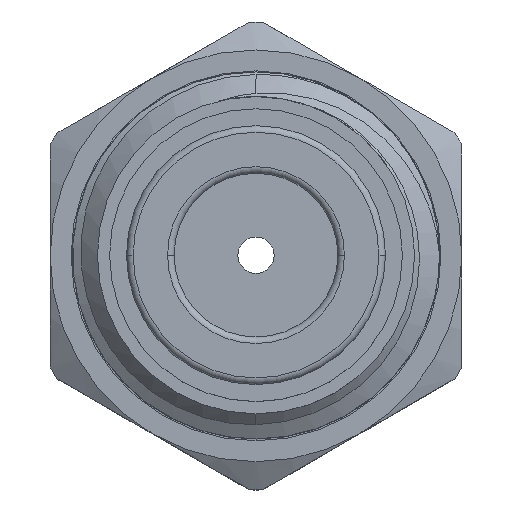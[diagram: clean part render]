
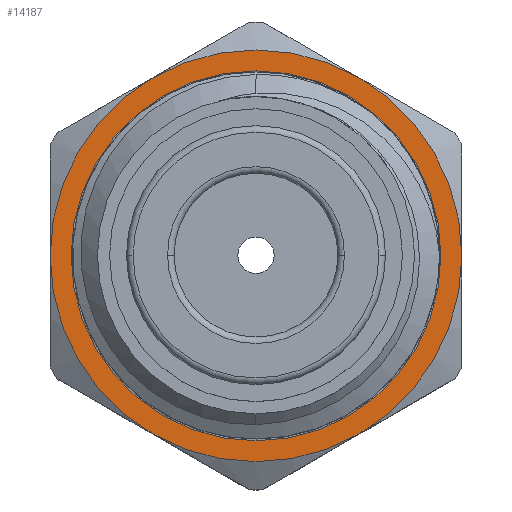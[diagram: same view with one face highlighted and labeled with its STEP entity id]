
A CAD part, top view. The second image highlights one B-rep face of the part: STEP entity #14187.
In plain terms, the highlighted planar face has unit normal (0, 0, 1).
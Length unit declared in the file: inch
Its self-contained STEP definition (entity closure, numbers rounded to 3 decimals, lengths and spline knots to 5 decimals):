
#210 = FACE_BOUND ( 'NONE', #9502, .T. ) ;
#553 = DIRECTION ( 'NONE',  ( -1., 0., 0. ) ) ;
#801 = DIRECTION ( 'NONE',  ( 0., -1., 0. ) ) ;
#990 = DIRECTION ( 'NONE',  ( 0., 0., -1. ) ) ;
#1283 = CIRCLE ( 'NONE', #3949, 0.3125 ) ;
#1435 = CARTESIAN_POINT ( 'NONE',  ( 0., 0., 0.93 ) ) ;
#1731 = CIRCLE ( 'NONE', #13043, 0.3125 ) ;
#2469 = VERTEX_POINT ( 'NONE', #4907 ) ;
#2587 = CARTESIAN_POINT ( 'NONE',  ( -0.3125, 0., 0.93 ) ) ;
#2863 = DIRECTION ( 'NONE',  ( 0., 0., -1. ) ) ;
#2876 = FACE_OUTER_BOUND ( 'NONE', #6800, .T. ) ;
#3056 = AXIS2_PLACEMENT_3D ( 'NONE', #7740, #990, #7630 ) ;
#3080 = EDGE_CURVE ( 'NONE', #7179, #13765, #1283, .T. ) ;
#3109 = DIRECTION ( 'NONE',  ( 0., 0., -1. ) ) ;
#3187 = CARTESIAN_POINT ( 'NONE',  ( 0., 0.28075, 0.93 ) ) ;
#3452 = AXIS2_PLACEMENT_3D ( 'NONE', #4088, #2863, #6189 ) ;
#3614 = EDGE_CURVE ( 'NONE', #13765, #5902, #10580, .T. ) ;
#3846 = VERTEX_POINT ( 'NONE', #12205 ) ;
#3949 = AXIS2_PLACEMENT_3D ( 'NONE', #4718, #9147, #7018 ) ;
#4088 = CARTESIAN_POINT ( 'NONE',  ( 0., 0., 0.93 ) ) ;
#4476 = CIRCLE ( 'NONE', #3056, 0.3125 ) ;
#4718 = CARTESIAN_POINT ( 'NONE',  ( 0., 0., 0.93 ) ) ;
#4907 = CARTESIAN_POINT ( 'NONE',  ( 0., -0.28075, 0.93 ) ) ;
#4992 = EDGE_CURVE ( 'NONE', #11863, #7873, #7423, .T. ) ;
#5344 = DIRECTION ( 'NONE',  ( 0., 0., 1. ) ) ;
#5522 = CARTESIAN_POINT ( 'NONE',  ( 0., 0., 0.93 ) ) ;
#5727 = EDGE_CURVE ( 'NONE', #5902, #11863, #4476, .T. ) ;
#5737 = CARTESIAN_POINT ( 'NONE',  ( 0.15625, 0.27063, 0.93 ) ) ;
#5791 = AXIS2_PLACEMENT_3D ( 'NONE', #14122, #3109, #13093 ) ;
#5902 = VERTEX_POINT ( 'NONE', #8157 ) ;
#6138 = CARTESIAN_POINT ( 'NONE',  ( -0.15625, 0.27063, 0.93 ) ) ;
#6189 = DIRECTION ( 'NONE',  ( 0., 1., 0. ) ) ;
#6400 = PLANE ( 'NONE',  #10709 ) ;
#6470 = EDGE_CURVE ( 'NONE', #14057, #7179, #12606, .T. ) ;
#6800 = EDGE_LOOP ( 'NONE', ( #10272, #7425, #7138, #10075, #7493, #13074 ) ) ;
#7018 = DIRECTION ( 'NONE',  ( 0., -1., 0. ) ) ;
#7117 = CIRCLE ( 'NONE', #12719, 0.28075 ) ;
#7138 = ORIENTED_EDGE ( 'NONE', *, *, #3614, .F. ) ;
#7179 = VERTEX_POINT ( 'NONE', #5737 ) ;
#7236 = DIRECTION ( 'NONE',  ( 0., 0., -1. ) ) ;
#7423 = CIRCLE ( 'NONE', #12586, 0.3125 ) ;
#7425 = ORIENTED_EDGE ( 'NONE', *, *, #5727, .F. ) ;
#7493 = ORIENTED_EDGE ( 'NONE', *, *, #6470, .F. ) ;
#7523 = CARTESIAN_POINT ( 'NONE',  ( 0., 0., 0.93 ) ) ;
#7630 = DIRECTION ( 'NONE',  ( 0., -1., 0. ) ) ;
#7740 = CARTESIAN_POINT ( 'NONE',  ( 0., 0., 0.93 ) ) ;
#7873 = VERTEX_POINT ( 'NONE', #2587 ) ;
#7946 = EDGE_CURVE ( 'NONE', #7873, #14057, #1731, .T. ) ;
#8157 = CARTESIAN_POINT ( 'NONE',  ( 0.15625, -0.27063, 0.93 ) ) ;
#8288 = EDGE_CURVE ( 'NONE', #3846, #2469, #7117, .T. ) ;
#8474 = ORIENTED_EDGE ( 'NONE', *, *, #8288, .T. ) ;
#8873 = CARTESIAN_POINT ( 'NONE',  ( 0.3125, 0., 0.93 ) ) ;
#8910 = DIRECTION ( 'NONE',  ( 0., -1., 0. ) ) ;
#9098 = DIRECTION ( 'NONE',  ( 0., 0., -1. ) ) ;
#9147 = DIRECTION ( 'NONE',  ( 0., 0., -1. ) ) ;
#9352 = DIRECTION ( 'NONE',  ( 0., 0., -1. ) ) ;
#9476 = EDGE_CURVE ( 'NONE', #2469, #3846, #11764, .T. ) ;
#9502 = EDGE_LOOP ( 'NONE', ( #8474, #10091 ) ) ;
#10075 = ORIENTED_EDGE ( 'NONE', *, *, #3080, .F. ) ;
#10091 = ORIENTED_EDGE ( 'NONE', *, *, #9476, .T. ) ;
#10185 = DIRECTION ( 'NONE',  ( 0., -1., 0. ) ) ;
#10272 = ORIENTED_EDGE ( 'NONE', *, *, #4992, .F. ) ;
#10429 = DIRECTION ( 'NONE',  ( 0., 1., 0. ) ) ;
#10580 = CIRCLE ( 'NONE', #5791, 0.3125 ) ;
#10709 = AXIS2_PLACEMENT_3D ( 'NONE', #3187, #5344, #801 ) ;
#11091 = DIRECTION ( 'NONE',  ( 0., 0., -1. ) ) ;
#11448 = CARTESIAN_POINT ( 'NONE',  ( 0., 0., 0.93 ) ) ;
#11764 = CIRCLE ( 'NONE', #3452, 0.28075 ) ;
#11787 = CARTESIAN_POINT ( 'NONE',  ( -0.15625, -0.27063, 0.93 ) ) ;
#11863 = VERTEX_POINT ( 'NONE', #11787 ) ;
#12205 = CARTESIAN_POINT ( 'NONE',  ( 0., 0.28075, 0.93 ) ) ;
#12586 = AXIS2_PLACEMENT_3D ( 'NONE', #1435, #9098, #10185 ) ;
#12606 = CIRCLE ( 'NONE', #13415, 0.3125 ) ;
#12719 = AXIS2_PLACEMENT_3D ( 'NONE', #11448, #9352, #10429 ) ;
#13043 = AXIS2_PLACEMENT_3D ( 'NONE', #7523, #7236, #553 ) ;
#13074 = ORIENTED_EDGE ( 'NONE', *, *, #7946, .F. ) ;
#13093 = DIRECTION ( 'NONE',  ( 0., -1., 0. ) ) ;
#13415 = AXIS2_PLACEMENT_3D ( 'NONE', #5522, #11091, #8910 ) ;
#13765 = VERTEX_POINT ( 'NONE', #8873 ) ;
#14057 = VERTEX_POINT ( 'NONE', #6138 ) ;
#14122 = CARTESIAN_POINT ( 'NONE',  ( 0., 0., 0.93 ) ) ;
#14187 = ADVANCED_FACE ( 'NONE', ( #2876, #210 ), #6400, .T. ) ;
